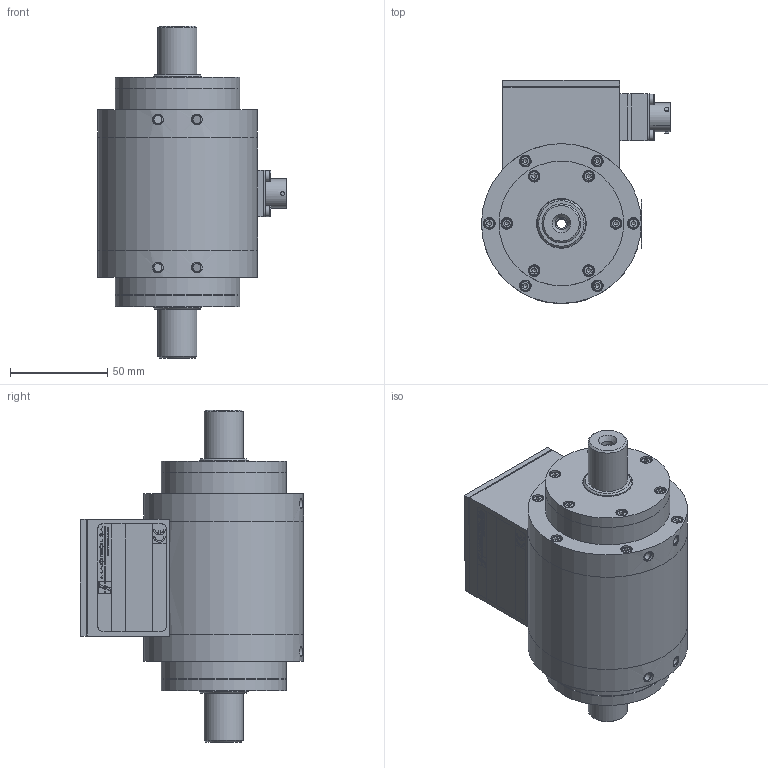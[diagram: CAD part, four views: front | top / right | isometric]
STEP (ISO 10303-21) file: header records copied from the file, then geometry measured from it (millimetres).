
FILE_DESCRIPTION (( 'STEP AP203' ), '1' );
FILE_NAME ('415-309-000-411_EF.STEP', '2014-04-02T10:49:38', ( 'ajoy' ), ( 'Microsoft' ), 'SwSTEP 2.0', 'SolidWorks 2014', '' );
FILE_SCHEMA (( 'CONFIG_CONTROL_DESIGN' ));
Length unit declared in the file: millimetre
Products named in the file (1): 415-309-000-411_EF
Bounding box: 97 x 114.5 x 170.4 mm (x, y, z)
Surface area: 76614.8 mm2 (no closed solid volume)
Topology: 0 solids, 156 shells, 645 faces, 4931 edges, 4370 vertices
Faces by surface type: plane 465, cylinder 90, cone 44, torus 28, bspline 12, sphere 6
Full cylindrical faces by diameter (mm): 1 x6, 2 x3, 4 x1, 4.2 x4, 5.5 x4, 6 x28, 6.4 x2, 6.5 x1, 15 x1, 20 x2, 25 x2, 25.5 x2, 64 x4, 82 x3
Entity records: 55226 total; most frequent: CARTESIAN_POINT 23847, ORIENTED_EDGE 5492, DIRECTION 4793, EDGE_CURVE 4726, VERTEX_POINT 4314, VECTOR 2667, LINE 2667, B_SPLINE_CURVE_WITH_KNOTS 1630
